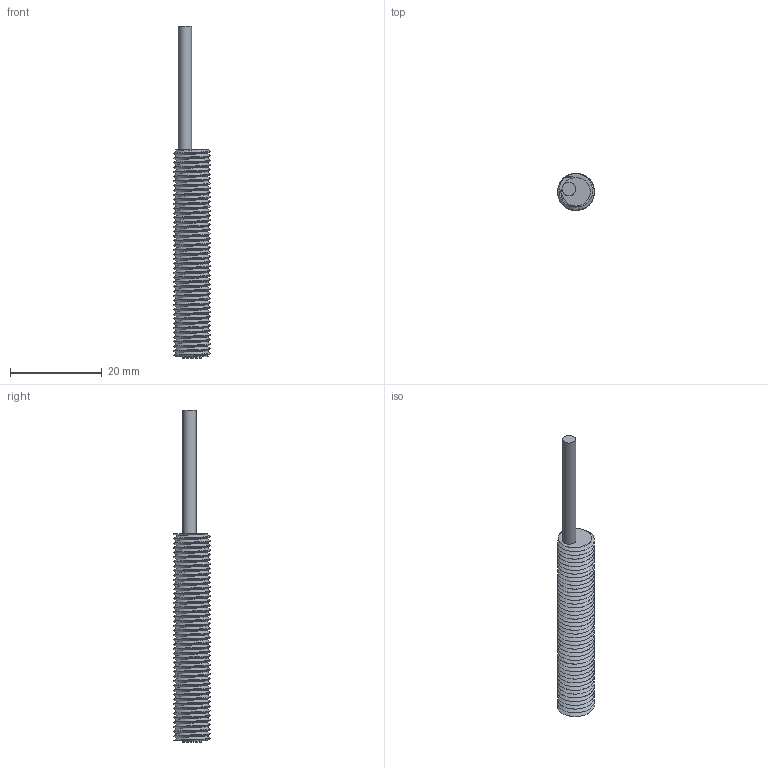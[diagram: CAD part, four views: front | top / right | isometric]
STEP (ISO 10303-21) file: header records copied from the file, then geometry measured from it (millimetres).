
FILE_DESCRIPTION(/* description */ (''),/* implementation_level */ '2;1');
FILE_NAME(/* name */ 'M8_B_KABEL_I1SF-M0801N-O3U2.stp',/* time_stamp */ '2021-08-11T14:08:32+02:00',/* author */ ('S. Sandt'),/* organization */ ('di-soric GmbH & Co. KG'),/* preprocessor_version */ 'ST-DEVELOPER v18.1',/* originating_system */ 'Autodesk Inventor 2021',/* authorisation */ '');
FILE_SCHEMA (('AUTOMOTIVE_DESIGN { 1 0 10303 214 3 1 1 }'));
Length unit declared in the file: millimetre
Products named in the file (1): Bauteil131
Bounding box: 8 x 8 x 72.3 mm (x, y, z)
Volume: 722.8 mm3; surface area: 3040 mm2
Topology: 2 solids, 2 shells, 57 faces, 154 edges, 103 vertices
Faces by surface type: cylinder 49, plane 6, bspline 2
Full cylindrical faces by diameter (mm): 2.9 x1, 4 x1, 6.2 x1, 8 x44
Entity records: 8708 total; most frequent: CARTESIAN_POINT 7424, ORIENTED_EDGE 308, DIRECTION 176, EDGE_CURVE 154, VERTEX_POINT 103, B_SPLINE_CURVE_WITH_KNOTS 97, AXIS2_PLACEMENT_3D 64, EDGE_LOOP 59
